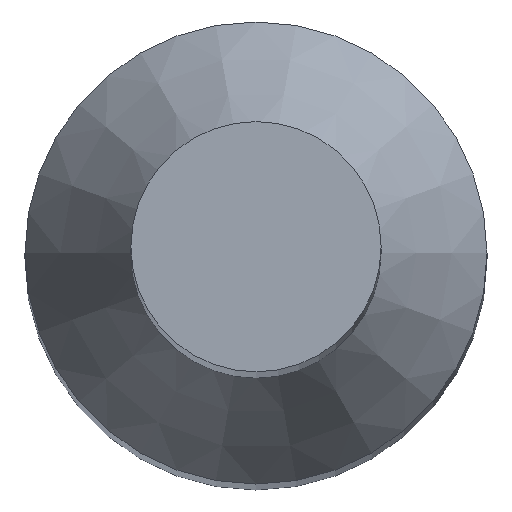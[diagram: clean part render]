
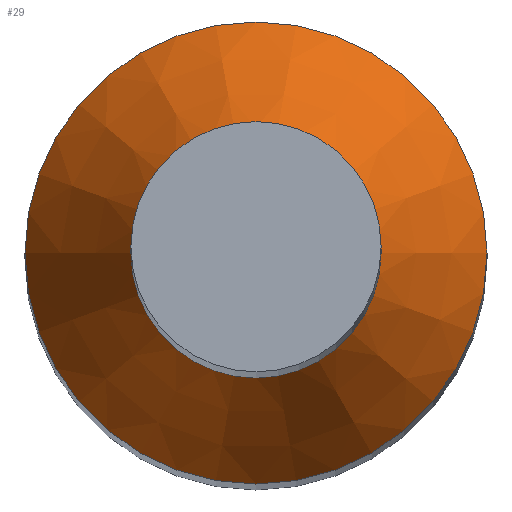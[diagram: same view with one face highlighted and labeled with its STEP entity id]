
A CAD part, top view. The second image highlights one B-rep face of the part: STEP entity #29.
In plain terms, the highlighted conical face has half-angle 30 degrees and reference radius 0.65 mm.
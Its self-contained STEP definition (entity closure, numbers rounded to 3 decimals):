
#29 = ADVANCED_FACE( '', ( #56, #57 ), #58, .T. );
#56 = FACE_OUTER_BOUND( '', #81, .T. );
#57 = FACE_BOUND( '', #82, .T. );
#58 = CONICAL_SURFACE( '', #83, 0.65, 0.524 );
#81 = EDGE_LOOP( '', ( #100 ) );
#82 = EDGE_LOOP( '', ( #101 ) );
#83 = AXIS2_PLACEMENT_3D( '', #102, #103, #104 );
#100 = ORIENTED_EDGE( '', *, *, #128, .T. );
#101 = ORIENTED_EDGE( '', *, *, #129, .F. );
#102 = CARTESIAN_POINT( '', ( 0., 0., 18.753 ) );
#103 = DIRECTION( '', ( 0., 0., -1. ) );
#104 = DIRECTION( '', ( -1., 0., 0. ) );
#128 = EDGE_CURVE( '', #137, #137, #138, .T. );
#129 = EDGE_CURVE( '', #139, #139, #140, .T. );
#137 = VERTEX_POINT( '', #150 );
#138 = CIRCLE( '', #151, 1.2 );
#139 = VERTEX_POINT( '', #152 );
#140 = CIRCLE( '', #153, 0.65 );
#150 = CARTESIAN_POINT( '', ( 1.2, 0., 17.8 ) );
#151 = AXIS2_PLACEMENT_3D( '', #162, #163, #164 );
#152 = CARTESIAN_POINT( '', ( 0.65, 0., 18.753 ) );
#153 = AXIS2_PLACEMENT_3D( '', #165, #166, #167 );
#162 = CARTESIAN_POINT( '', ( 0., 0., 17.8 ) );
#163 = DIRECTION( '', ( 0., 0., 1. ) );
#164 = DIRECTION( '', ( 1., 0., 0. ) );
#165 = CARTESIAN_POINT( '', ( 0., 0., 18.753 ) );
#166 = DIRECTION( '', ( 0., 0., 1. ) );
#167 = DIRECTION( '', ( 1., 0., 0. ) );
